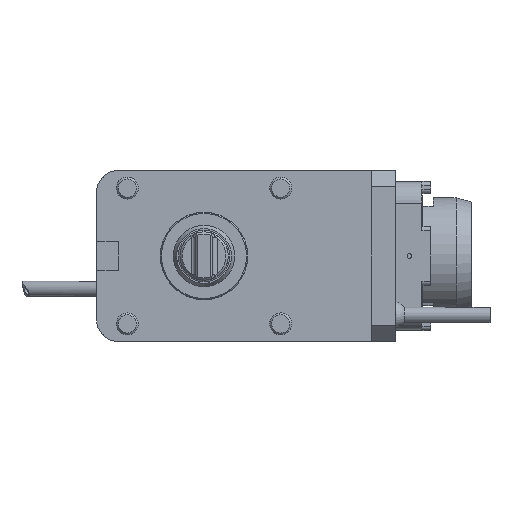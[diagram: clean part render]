
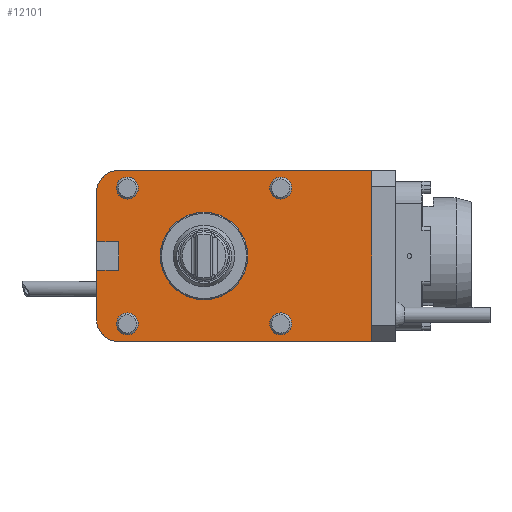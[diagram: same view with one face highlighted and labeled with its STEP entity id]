
A CAD part, front view. The second image highlights one B-rep face of the part: STEP entity #12101.
In plain terms, the highlighted planar face has unit normal (0, -1, 0).
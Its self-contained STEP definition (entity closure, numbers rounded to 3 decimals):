
#393 = EDGE_LOOP ( 'NONE', ( #7726 ) ) ;
#412 = LINE ( 'NONE', #8182, #13110 ) ;
#471 = VERTEX_POINT ( 'NONE', #4805 ) ;
#608 = ORIENTED_EDGE ( 'NONE', *, *, #11114, .F. ) ;
#665 = AXIS2_PLACEMENT_3D ( 'NONE', #12701, #20574, #24432 ) ;
#702 = ORIENTED_EDGE ( 'NONE', *, *, #10225, .T. ) ;
#1005 = VECTOR ( 'NONE', #2585, 1000. ) ;
#1097 = VECTOR ( 'NONE', #8249, 1000. ) ;
#1126 = ORIENTED_EDGE ( 'NONE', *, *, #17070, .T. ) ;
#1873 = EDGE_CURVE ( 'NONE', #471, #20971, #16468, .T. ) ;
#1909 = VERTEX_POINT ( 'NONE', #22402 ) ;
#1951 = CARTESIAN_POINT ( 'NONE',  ( -49., 32., -6.5 ) ) ;
#1968 = CARTESIAN_POINT ( 'NONE',  ( -39., 32., 234.457 ) ) ;
#2019 = CARTESIAN_POINT ( 'NONE',  ( -76.634, 32., -6.5 ) ) ;
#2357 = DIRECTION ( 'NONE',  ( 0., 1., 0. ) ) ;
#2585 = DIRECTION ( 'NONE',  ( 0., 0., 1. ) ) ;
#3183 = CARTESIAN_POINT ( 'NONE',  ( -35., 32., -26. ) ) ;
#3239 = DIRECTION ( 'NONE',  ( 0., 0., 1. ) ) ;
#3251 = AXIS2_PLACEMENT_3D ( 'NONE', #9027, #11082, #16632 ) ;
#3299 = LINE ( 'NONE', #12859, #5229 ) ;
#3431 = EDGE_LOOP ( 'NONE', ( #13142 ) ) ;
#3595 = ORIENTED_EDGE ( 'NONE', *, *, #4693, .T. ) ;
#4022 = CARTESIAN_POINT ( 'NONE',  ( 35., 32., 31. ) ) ;
#4123 = CARTESIAN_POINT ( 'NONE',  ( 35., 32., -31. ) ) ;
#4394 = CARTESIAN_POINT ( 'NONE',  ( -49., 32., 29. ) ) ;
#4693 = EDGE_CURVE ( 'NONE', #4699, #4699, #15109, .T. ) ;
#4699 = VERTEX_POINT ( 'NONE', #3183 ) ;
#4805 = CARTESIAN_POINT ( 'NONE',  ( 76.5, 32., 39. ) ) ;
#5067 = FACE_BOUND ( 'NONE', #3431, .T. ) ;
#5207 = CARTESIAN_POINT ( 'NONE',  ( 0., 32., 0. ) ) ;
#5229 = VECTOR ( 'NONE', #6874, 1000. ) ;
#5409 = AXIS2_PLACEMENT_3D ( 'NONE', #4123, #19674, #7837 ) ;
#6214 = EDGE_CURVE ( 'NONE', #8770, #22028, #412, .T. ) ;
#6348 = CARTESIAN_POINT ( 'NONE',  ( 76.5, 32., 0. ) ) ;
#6361 = VECTOR ( 'NONE', #22871, 1000. ) ;
#6446 = EDGE_LOOP ( 'NONE', ( #16527 ) ) ;
#6616 = CIRCLE ( 'NONE', #10670, 5. ) ;
#6659 = CARTESIAN_POINT ( 'NONE',  ( -39., 32., 39. ) ) ;
#6874 = DIRECTION ( 'NONE',  ( 1., 0., 0. ) ) ;
#7125 = VERTEX_POINT ( 'NONE', #18692 ) ;
#7198 = EDGE_CURVE ( 'NONE', #7125, #7125, #16456, .T. ) ;
#7246 = VERTEX_POINT ( 'NONE', #21234 ) ;
#7726 = ORIENTED_EDGE ( 'NONE', *, *, #14125, .T. ) ;
#7837 = DIRECTION ( 'NONE',  ( 0., 0., 1. ) ) ;
#7871 = LINE ( 'NONE', #2019, #21592 ) ;
#8116 = CARTESIAN_POINT ( 'NONE',  ( 0., 32., -19.75 ) ) ;
#8182 = CARTESIAN_POINT ( 'NONE',  ( -34.879, 32., 6.5 ) ) ;
#8249 = DIRECTION ( 'NONE',  ( 0., 0., -1. ) ) ;
#8408 = CIRCLE ( 'NONE', #17445, 5. ) ;
#8450 = CARTESIAN_POINT ( 'NONE',  ( -39., 32., -6.5 ) ) ;
#8629 = ORIENTED_EDGE ( 'NONE', *, *, #15013, .F. ) ;
#8770 = VERTEX_POINT ( 'NONE', #9208 ) ;
#8895 = FACE_BOUND ( 'NONE', #393, .T. ) ;
#9027 = CARTESIAN_POINT ( 'NONE',  ( -35., 32., -31. ) ) ;
#9192 = ORIENTED_EDGE ( 'NONE', *, *, #12299, .F. ) ;
#9208 = CARTESIAN_POINT ( 'NONE',  ( -39., 32., 6.5 ) ) ;
#9229 = DIRECTION ( 'NONE',  ( 0., 0., -1. ) ) ;
#9461 = VERTEX_POINT ( 'NONE', #1951 ) ;
#9707 = LINE ( 'NONE', #13818, #23761 ) ;
#10038 = DIRECTION ( 'NONE',  ( 1., 0., 0. ) ) ;
#10225 = EDGE_CURVE ( 'NONE', #12008, #23269, #19979, .T. ) ;
#10432 = VECTOR ( 'NONE', #9229, 1000. ) ;
#10578 = AXIS2_PLACEMENT_3D ( 'NONE', #5207, #18933, #16749 ) ;
#10670 = AXIS2_PLACEMENT_3D ( 'NONE', #16175, #2357, #24028 ) ;
#11082 = DIRECTION ( 'NONE',  ( 0., 1., 0. ) ) ;
#11114 = EDGE_CURVE ( 'NONE', #12008, #471, #3299, .T. ) ;
#11232 = DIRECTION ( 'NONE',  ( 0., -1., 0. ) ) ;
#11655 = CIRCLE ( 'NONE', #665, 19.75 ) ;
#12008 = VERTEX_POINT ( 'NONE', #6659 ) ;
#12051 = VERTEX_POINT ( 'NONE', #24398 ) ;
#12101 = ADVANCED_FACE ( 'Defeature completata1_257', ( #14808, #18813, #16875, #15067, #8895, #5067 ), #14940, .F. ) ;
#12299 = EDGE_CURVE ( 'NONE', #20971, #1909, #9707, .T. ) ;
#12320 = CARTESIAN_POINT ( 'NONE',  ( -49., 32., 6.5 ) ) ;
#12701 = CARTESIAN_POINT ( 'NONE',  ( 0., 32., 0. ) ) ;
#12859 = CARTESIAN_POINT ( 'NONE',  ( 0., 32., 39. ) ) ;
#13110 = VECTOR ( 'NONE', #13946, 1000. ) ;
#13142 = ORIENTED_EDGE ( 'NONE', *, *, #22178, .F. ) ;
#13685 = ORIENTED_EDGE ( 'NONE', *, *, #1873, .F. ) ;
#13818 = CARTESIAN_POINT ( 'NONE',  ( 0., 32., -39. ) ) ;
#13946 = DIRECTION ( 'NONE',  ( -1., 0., 0. ) ) ;
#13997 = VERTEX_POINT ( 'NONE', #8450 ) ;
#14045 = AXIS2_PLACEMENT_3D ( 'NONE', #18620, #16684, #3239 ) ;
#14125 = EDGE_CURVE ( 'NONE', #7246, #7246, #6616, .T. ) ;
#14808 = FACE_OUTER_BOUND ( 'NONE', #19868, .T. ) ;
#14905 = EDGE_CURVE ( 'NONE', #12051, #1909, #25133, .T. ) ;
#14940 = PLANE ( 'NONE',  #10578 ) ;
#15013 = EDGE_CURVE ( 'NONE', #22028, #23269, #16014, .T. ) ;
#15067 = FACE_BOUND ( 'NONE', #6446, .T. ) ;
#15109 = CIRCLE ( 'NONE', #3251, 5. ) ;
#15135 = LINE ( 'NONE', #24916, #6361 ) ;
#15350 = CARTESIAN_POINT ( 'NONE',  ( -39., 32., 29. ) ) ;
#15402 = LINE ( 'NONE', #1968, #10432 ) ;
#15685 = DIRECTION ( 'NONE',  ( 0., 1., 0. ) ) ;
#15890 = ORIENTED_EDGE ( 'NONE', *, *, #24287, .F. ) ;
#16014 = LINE ( 'NONE', #19889, #1005 ) ;
#16175 = CARTESIAN_POINT ( 'NONE',  ( -35., 32., 31. ) ) ;
#16396 = EDGE_CURVE ( 'NONE', #8770, #13997, #15402, .T. ) ;
#16456 = CIRCLE ( 'NONE', #5409, 5. ) ;
#16468 = LINE ( 'NONE', #6348, #1097 ) ;
#16527 = ORIENTED_EDGE ( 'NONE', *, *, #7198, .T. ) ;
#16632 = DIRECTION ( 'NONE',  ( 0., 0., 1. ) ) ;
#16673 = AXIS2_PLACEMENT_3D ( 'NONE', #15350, #11232, #22834 ) ;
#16684 = DIRECTION ( 'NONE',  ( 0., -1., 0. ) ) ;
#16749 = DIRECTION ( 'NONE',  ( 0., 0., 1. ) ) ;
#16875 = FACE_BOUND ( 'NONE', #22440, .T. ) ;
#17070 = EDGE_CURVE ( 'NONE', #23304, #23304, #8408, .T. ) ;
#17098 = EDGE_LOOP ( 'NONE', ( #3595 ) ) ;
#17445 = AXIS2_PLACEMENT_3D ( 'NONE', #4022, #15685, #17749 ) ;
#17503 = CARTESIAN_POINT ( 'NONE',  ( 35., 32., 36. ) ) ;
#17749 = DIRECTION ( 'NONE',  ( 0., 0., 1. ) ) ;
#18620 = CARTESIAN_POINT ( 'NONE',  ( -39., 32., -29. ) ) ;
#18692 = CARTESIAN_POINT ( 'NONE',  ( 35., 32., -26. ) ) ;
#18732 = ORIENTED_EDGE ( 'NONE', *, *, #23356, .F. ) ;
#18813 = FACE_BOUND ( 'NONE', #17098, .T. ) ;
#18933 = DIRECTION ( 'NONE',  ( 0., 1., 0. ) ) ;
#19002 = ORIENTED_EDGE ( 'NONE', *, *, #14905, .T. ) ;
#19050 = ORIENTED_EDGE ( 'NONE', *, *, #16396, .T. ) ;
#19583 = CARTESIAN_POINT ( 'NONE',  ( 76.5, 32., -39. ) ) ;
#19627 = DIRECTION ( 'NONE',  ( -1., 0., 0. ) ) ;
#19674 = DIRECTION ( 'NONE',  ( 0., 1., 0. ) ) ;
#19868 = EDGE_LOOP ( 'NONE', ( #13685, #608, #702, #8629, #25071, #19050, #15890, #18732, #19002, #9192 ) ) ;
#19889 = CARTESIAN_POINT ( 'NONE',  ( -49., 32., 0. ) ) ;
#19979 = CIRCLE ( 'NONE', #16673, 10. ) ;
#20574 = DIRECTION ( 'NONE',  ( 0., -1., 0. ) ) ;
#20971 = VERTEX_POINT ( 'NONE', #19583 ) ;
#21234 = CARTESIAN_POINT ( 'NONE',  ( -35., 32., 36. ) ) ;
#21592 = VECTOR ( 'NONE', #10038, 1000. ) ;
#22028 = VERTEX_POINT ( 'NONE', #12320 ) ;
#22178 = EDGE_CURVE ( 'NONE', #23682, #23682, #11655, .T. ) ;
#22402 = CARTESIAN_POINT ( 'NONE',  ( -39., 32., -39. ) ) ;
#22440 = EDGE_LOOP ( 'NONE', ( #1126 ) ) ;
#22834 = DIRECTION ( 'NONE',  ( 0., 0., 1. ) ) ;
#22871 = DIRECTION ( 'NONE',  ( 0., 0., 1. ) ) ;
#23269 = VERTEX_POINT ( 'NONE', #4394 ) ;
#23304 = VERTEX_POINT ( 'NONE', #17503 ) ;
#23356 = EDGE_CURVE ( 'NONE', #12051, #9461, #15135, .T. ) ;
#23682 = VERTEX_POINT ( 'NONE', #8116 ) ;
#23761 = VECTOR ( 'NONE', #19627, 1000. ) ;
#24028 = DIRECTION ( 'NONE',  ( 0., 0., 1. ) ) ;
#24287 = EDGE_CURVE ( 'NONE', #9461, #13997, #7871, .T. ) ;
#24398 = CARTESIAN_POINT ( 'NONE',  ( -49., 32., -29. ) ) ;
#24432 = DIRECTION ( 'NONE',  ( 0., 0., -1. ) ) ;
#24916 = CARTESIAN_POINT ( 'NONE',  ( -49., 32., 0. ) ) ;
#25071 = ORIENTED_EDGE ( 'NONE', *, *, #6214, .F. ) ;
#25133 = CIRCLE ( 'NONE', #14045, 10. ) ;
